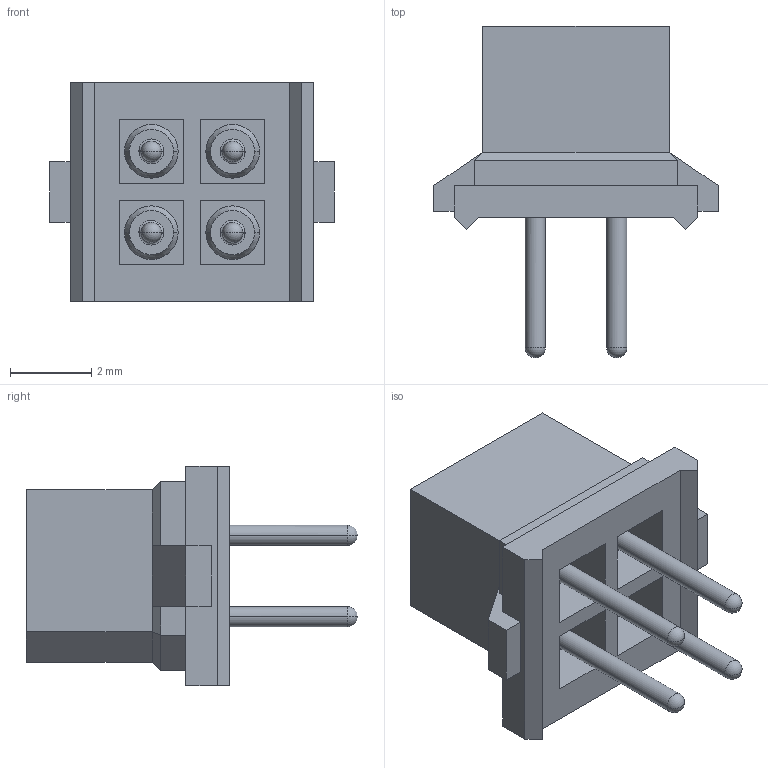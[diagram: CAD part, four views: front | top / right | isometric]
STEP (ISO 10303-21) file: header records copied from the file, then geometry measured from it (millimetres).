
FILE_DESCRIPTION(('STEP AP214'),'1');
FILE_NAME('26168.stp','2018-08-08T11:26:27',('TraceParts'),('TraceParts S.A.'),'Spatial InterOp 3D',' ',' ');
FILE_SCHEMA(('automotive_design'));
Length unit declared in the file: millimetre
Products named in the file (9): 26168_1; 26168_2; 26168_3; 26168_4; 26168_5; 26168_6; 26168_7; 26168_8; 26168_9
Bounding box: 7 x 8.15 x 5.4 mm (x, y, z)
Volume: 90.4 mm3; surface area: 402.5 mm2
Topology: 9 solids, 9 shells, 464 faces, 1102 edges, 660 vertices
Faces by surface type: bspline 180, plane 148, cylinder 80, cone 32, torus 16, sphere 8
Entity records: 27088 total; most frequent: CARTESIAN_POINT 8379, ORIENTED_EDGE 2172, DIRECTION 1568, STYLED_ITEM 1535, PRESENTATION_STYLE_ASSIGNMENT 1535, COLOUR_RGB 1535, EDGE_CURVE 1086, CURVE_STYLE 1062
